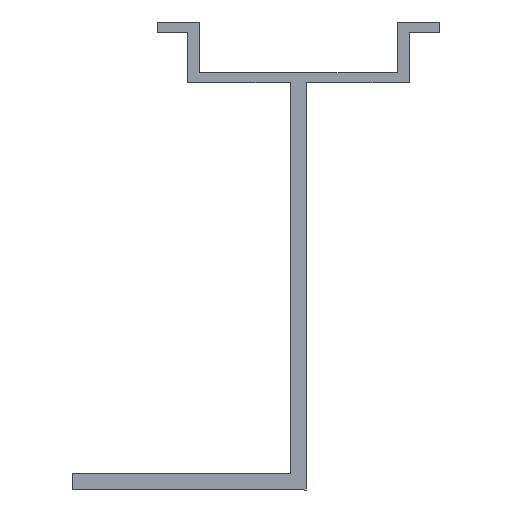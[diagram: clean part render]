
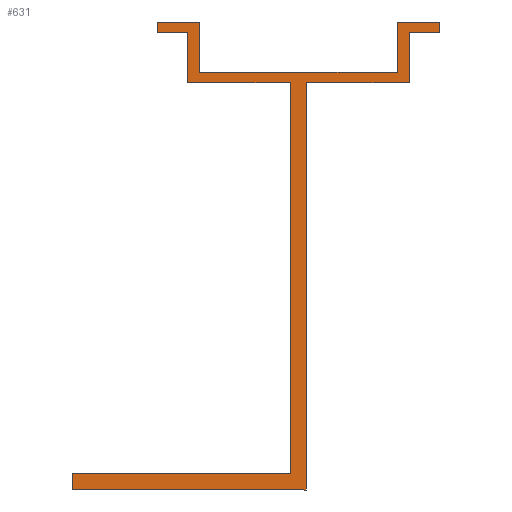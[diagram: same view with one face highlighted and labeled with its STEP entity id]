
A CAD part, left-side view. The second image highlights one B-rep face of the part: STEP entity #631.
In plain terms, the highlighted planar face has unit normal (-1, 0, 0).
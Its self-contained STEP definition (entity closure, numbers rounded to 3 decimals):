
#26 = VECTOR ( 'NONE', #32, 1000. ) ;
#32 = DIRECTION ( 'NONE',  ( 0., 0., 1. ) ) ;
#290 = VERTEX_POINT ( 'NONE', #1512 ) ;
#373 = VERTEX_POINT ( 'NONE', #2484 ) ;
#375 = VERTEX_POINT ( 'NONE', #2476 ) ;
#402 = EDGE_CURVE ( 'NONE', #821, #290, #1954, .T. ) ;
#452 = EDGE_CURVE ( 'NONE', #470, #492, #1690, .T. ) ;
#461 = VERTEX_POINT ( 'NONE', #1751 ) ;
#466 = EDGE_CURVE ( 'NONE', #634, #470, #1644, .T. ) ;
#470 = VERTEX_POINT ( 'NONE', #1780 ) ;
#472 = EDGE_CURVE ( 'NONE', #488, #461, #1785, .T. ) ;
#473 = EDGE_CURVE ( 'NONE', #373, #375, #1758, .T. ) ;
#486 = EDGE_CURVE ( 'NONE', #511, #533, #1799, .T. ) ;
#488 = VERTEX_POINT ( 'NONE', #1794 ) ;
#492 = VERTEX_POINT ( 'NONE', #1806 ) ;
#505 = VERTEX_POINT ( 'NONE', #1842 ) ;
#509 = EDGE_CURVE ( 'NONE', #533, #505, #1822, .T. ) ;
#511 = VERTEX_POINT ( 'NONE', #1893 ) ;
#516 = EDGE_CURVE ( 'NONE', #461, #511, #1879, .T. ) ;
#522 = EDGE_CURVE ( 'NONE', #505, #373, #1859, .T. ) ;
#533 = VERTEX_POINT ( 'NONE', #1870 ) ;
#543 = EDGE_CURVE ( 'NONE', #492, #488, #1653, .T. ) ;
#554 = EDGE_CURVE ( 'NONE', #375, #664, #1691, .T. ) ;
#555 = ORIENTED_EDGE ( 'NONE', *, *, #2536, .F. ) ;
#556 = ORIENTED_EDGE ( 'NONE', *, *, #829, .F. ) ;
#567 = ORIENTED_EDGE ( 'NONE', *, *, #516, .F. ) ;
#574 = EDGE_CURVE ( 'NONE', #590, #634, #1729, .T. ) ;
#584 = ORIENTED_EDGE ( 'NONE', *, *, #610, .F. ) ;
#585 = ORIENTED_EDGE ( 'NONE', *, *, #452, .F. ) ;
#586 = EDGE_LOOP ( 'NONE', ( #622, #617, #638, #616, #567, #593, #623, #585, #618, #592, #584, #555, #621, #627, #619, #629, #556, #626 ) ) ;
#590 = VERTEX_POINT ( 'NONE', #1705 ) ;
#592 = ORIENTED_EDGE ( 'NONE', *, *, #574, .F. ) ;
#593 = ORIENTED_EDGE ( 'NONE', *, *, #472, .F. ) ;
#610 = EDGE_CURVE ( 'NONE', #2563, #590, #1968, .T. ) ;
#616 = ORIENTED_EDGE ( 'NONE', *, *, #486, .F. ) ;
#617 = ORIENTED_EDGE ( 'NONE', *, *, #522, .F. ) ;
#618 = ORIENTED_EDGE ( 'NONE', *, *, #466, .F. ) ;
#619 = ORIENTED_EDGE ( 'NONE', *, *, #844, .F. ) ;
#621 = ORIENTED_EDGE ( 'NONE', *, *, #2430, .F. ) ;
#622 = ORIENTED_EDGE ( 'NONE', *, *, #473, .F. ) ;
#623 = ORIENTED_EDGE ( 'NONE', *, *, #543, .F. ) ;
#626 = ORIENTED_EDGE ( 'NONE', *, *, #554, .F. ) ;
#627 = ORIENTED_EDGE ( 'NONE', *, *, #402, .F. ) ;
#629 = ORIENTED_EDGE ( 'NONE', *, *, #859, .F. ) ;
#631 = ADVANCED_FACE ( 'NONE', ( #1985 ), #1989, .F. ) ;
#634 = VERTEX_POINT ( 'NONE', #1967 ) ;
#638 = ORIENTED_EDGE ( 'NONE', *, *, #509, .F. ) ;
#664 = VERTEX_POINT ( 'NONE', #1788 ) ;
#789 = LINE ( 'NONE', #814, #804 ) ;
#804 = VECTOR ( 'NONE', #815, 1000. ) ;
#814 = CARTESIAN_POINT ( 'NONE',  ( -500., 1., -27. ) ) ;
#815 = DIRECTION ( 'NONE',  ( 0., -1., 0. ) ) ;
#821 = VERTEX_POINT ( 'NONE', #2272 ) ;
#829 = EDGE_CURVE ( 'NONE', #664, #832, #2278, .T. ) ;
#832 = VERTEX_POINT ( 'NONE', #2279 ) ;
#844 = EDGE_CURVE ( 'NONE', #893, #821, #2299, .T. ) ;
#859 = EDGE_CURVE ( 'NONE', #832, #893, #2178, .T. ) ;
#893 = VERTEX_POINT ( 'NONE', #2512 ) ;
#1131 = CARTESIAN_POINT ( 'NONE',  ( -500., 28., -27. ) ) ;
#1152 = CARTESIAN_POINT ( 'NONE',  ( -500., 1., -27. ) ) ;
#1512 = CARTESIAN_POINT ( 'NONE',  ( -500., 28., -29. ) ) ;
#1605 = VECTOR ( 'NONE', #1622, 1000. ) ;
#1608 = CARTESIAN_POINT ( 'NONE',  ( -500., 17.5, 27.75 ) ) ;
#1622 = DIRECTION ( 'NONE',  ( 0., 1., 0. ) ) ;
#1634 = CARTESIAN_POINT ( 'NONE',  ( -500., 17.5, 29. ) ) ;
#1638 = CARTESIAN_POINT ( 'NONE',  ( -500., 13.75, 21.5 ) ) ;
#1641 = VECTOR ( 'NONE', #1643, 1000. ) ;
#1643 = DIRECTION ( 'NONE',  ( 0., 0., 1. ) ) ;
#1644 = LINE ( 'NONE', #1638, #1641 ) ;
#1653 = LINE ( 'NONE', #1634, #1680 ) ;
#1668 = DIRECTION ( 'NONE',  ( 0., 0., 1. ) ) ;
#1680 = VECTOR ( 'NONE', #1668, 1000. ) ;
#1689 = VECTOR ( 'NONE', #1697, 1000. ) ;
#1690 = LINE ( 'NONE', #1608, #1605 ) ;
#1691 = LINE ( 'NONE', #1692, #1694 ) ;
#1692 = CARTESIAN_POINT ( 'NONE',  ( -500., -17.5, 27.75 ) ) ;
#1694 = VECTOR ( 'NONE', #1696, 1000. ) ;
#1695 = CARTESIAN_POINT ( 'NONE',  ( -500., 13.75, 21.5 ) ) ;
#1696 = DIRECTION ( 'NONE',  ( 0., 1., 0. ) ) ;
#1697 = DIRECTION ( 'NONE',  ( 0., 1., 0. ) ) ;
#1705 = CARTESIAN_POINT ( 'NONE',  ( -500., 1., 21.5 ) ) ;
#1729 = LINE ( 'NONE', #1695, #1689 ) ;
#1751 = CARTESIAN_POINT ( 'NONE',  ( -500., 12.25, 29. ) ) ;
#1757 = VECTOR ( 'NONE', #1774, 1000. ) ;
#1758 = LINE ( 'NONE', #1786, #1757 ) ;
#1772 = VECTOR ( 'NONE', #1784, 1000. ) ;
#1774 = DIRECTION ( 'NONE',  ( 0., 0., -1. ) ) ;
#1775 = CARTESIAN_POINT ( 'NONE',  ( -500., 17.5, 29. ) ) ;
#1780 = CARTESIAN_POINT ( 'NONE',  ( -500., 13.75, 27.75 ) ) ;
#1784 = DIRECTION ( 'NONE',  ( 0., -1., 0. ) ) ;
#1785 = LINE ( 'NONE', #1775, #1772 ) ;
#1786 = CARTESIAN_POINT ( 'NONE',  ( -500., -17.5, 29. ) ) ;
#1788 = CARTESIAN_POINT ( 'NONE',  ( -500., -13.75, 27.75 ) ) ;
#1794 = CARTESIAN_POINT ( 'NONE',  ( -500., 17.5, 29. ) ) ;
#1799 = LINE ( 'NONE', #1811, #1817 ) ;
#1806 = CARTESIAN_POINT ( 'NONE',  ( -500., 17.5, 27.75 ) ) ;
#1811 = CARTESIAN_POINT ( 'NONE',  ( -500., 12.25, 22.75 ) ) ;
#1816 = DIRECTION ( 'NONE',  ( 0., -1., 0. ) ) ;
#1817 = VECTOR ( 'NONE', #1816, 1000. ) ;
#1820 = DIRECTION ( 'NONE',  ( 0., 0., 1. ) ) ;
#1821 = VECTOR ( 'NONE', #1820, 1000. ) ;
#1822 = LINE ( 'NONE', #1840, #1821 ) ;
#1840 = CARTESIAN_POINT ( 'NONE',  ( -500., -12.25, 29. ) ) ;
#1842 = CARTESIAN_POINT ( 'NONE',  ( -500., -12.25, 29. ) ) ;
#1858 = CARTESIAN_POINT ( 'NONE',  ( -500., -17.5, 29. ) ) ;
#1859 = LINE ( 'NONE', #1858, #1895 ) ;
#1870 = CARTESIAN_POINT ( 'NONE',  ( -500., -12.25, 22.75 ) ) ;
#1877 = DIRECTION ( 'NONE',  ( 0., 0., -1. ) ) ;
#1878 = VECTOR ( 'NONE', #1877, 1000. ) ;
#1879 = LINE ( 'NONE', #1896, #1878 ) ;
#1893 = CARTESIAN_POINT ( 'NONE',  ( -500., 12.25, 22.75 ) ) ;
#1894 = DIRECTION ( 'NONE',  ( 0., -1., 0. ) ) ;
#1895 = VECTOR ( 'NONE', #1894, 1000. ) ;
#1896 = CARTESIAN_POINT ( 'NONE',  ( -500., 12.25, 29. ) ) ;
#1908 = DIRECTION ( 'NONE',  ( 0., 1., 0. ) ) ;
#1909 = CARTESIAN_POINT ( 'NONE',  ( -500., -1., -29. ) ) ;
#1936 = VECTOR ( 'NONE', #1908, 1000. ) ;
#1954 = LINE ( 'NONE', #1909, #1936 ) ;
#1967 = CARTESIAN_POINT ( 'NONE',  ( -500., 13.75, 21.5 ) ) ;
#1968 = LINE ( 'NONE', #2003, #1980 ) ;
#1980 = VECTOR ( 'NONE', #1984, 1000. ) ;
#1984 = DIRECTION ( 'NONE',  ( 0., 0., 1. ) ) ;
#1985 = FACE_OUTER_BOUND ( 'NONE', #586, .T. ) ;
#1989 = PLANE ( 'NONE',  #2001 ) ;
#2001 = AXIS2_PLACEMENT_3D ( 'NONE', #2008, #2007, #2005 ) ;
#2003 = CARTESIAN_POINT ( 'NONE',  ( -500., 1., -27. ) ) ;
#2005 = DIRECTION ( 'NONE',  ( 0., 0., -1. ) ) ;
#2007 = DIRECTION ( 'NONE',  ( 1., 0., 0. ) ) ;
#2008 = CARTESIAN_POINT ( 'NONE',  ( -500., -17.5, 27.75 ) ) ;
#2170 = VECTOR ( 'NONE', #2174, 1000. ) ;
#2174 = DIRECTION ( 'NONE',  ( 0., 1., 0. ) ) ;
#2178 = LINE ( 'NONE', #2179, #2170 ) ;
#2179 = CARTESIAN_POINT ( 'NONE',  ( -500., -1., 21.5 ) ) ;
#2272 = CARTESIAN_POINT ( 'NONE',  ( -500., -1., -29. ) ) ;
#2274 = DIRECTION ( 'NONE',  ( 0., 0., -1. ) ) ;
#2275 = VECTOR ( 'NONE', #2274, 1000. ) ;
#2276 = CARTESIAN_POINT ( 'NONE',  ( -500., -13.75, 21.5 ) ) ;
#2278 = LINE ( 'NONE', #2276, #2275 ) ;
#2279 = CARTESIAN_POINT ( 'NONE',  ( -500., -13.75, 21.5 ) ) ;
#2296 = DIRECTION ( 'NONE',  ( 0., 0., -1. ) ) ;
#2297 = VECTOR ( 'NONE', #2296, 1000. ) ;
#2298 = CARTESIAN_POINT ( 'NONE',  ( -500., -1., -29. ) ) ;
#2299 = LINE ( 'NONE', #2298, #2297 ) ;
#2430 = EDGE_CURVE ( 'NONE', #290, #2511, #2874, .T. ) ;
#2476 = CARTESIAN_POINT ( 'NONE',  ( -500., -17.5, 27.75 ) ) ;
#2484 = CARTESIAN_POINT ( 'NONE',  ( -500., -17.5, 29. ) ) ;
#2511 = VERTEX_POINT ( 'NONE', #1131 ) ;
#2512 = CARTESIAN_POINT ( 'NONE',  ( -500., -1., 21.5 ) ) ;
#2536 = EDGE_CURVE ( 'NONE', #2511, #2563, #789, .T. ) ;
#2563 = VERTEX_POINT ( 'NONE', #1152 ) ;
#2874 = LINE ( 'NONE', #2879, #26 ) ;
#2879 = CARTESIAN_POINT ( 'NONE',  ( -500., 28., -29. ) ) ;
